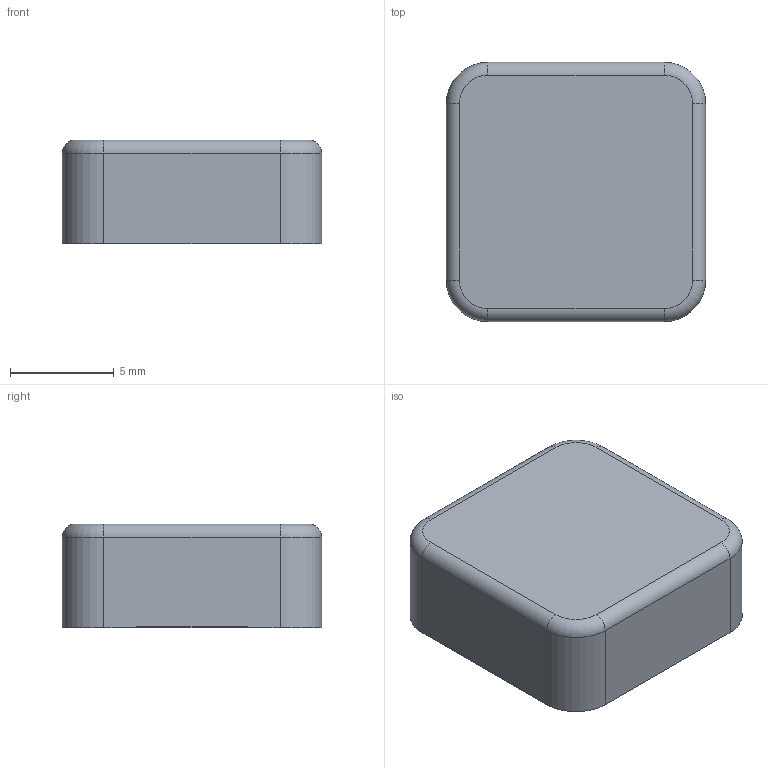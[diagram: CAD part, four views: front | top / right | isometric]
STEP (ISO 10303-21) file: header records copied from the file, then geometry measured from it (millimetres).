
FILE_DESCRIPTION(('Open CASCADE Model'),'2;1');
FILE_NAME('Open CASCADE Shape Model','2022-12-28T19:08:56',('Author'),( 'Open CASCADE'),'Open CASCADE STEP processor 7.6','Open CASCADE 7.6' ,'Unknown');
FILE_SCHEMA(('AUTOMOTIVE_DESIGN { 1 0 10303 214 1 1 1 1 }'));
Length unit declared in the file: millimetre
Products named in the file (7): CQ assembly; fcb4f864-870c-11ed-9c19-00155d8fe6a1; fcb4f864-870c-11ed-9c19-00155d8fe6a1_part; fcb4f986-870c-11ed-9c19-00155d8fe6a1; fcb4f986-870c-11ed-9c19-00155d8fe6a1_part; fcb4fa08-870c-11ed-9c19-00155d8fe6a1; fcb4fa08-870c-11ed-9c19-00155d8fe6a1_part
Assembly tree (6 placements, depth 4):
  CQ assembly
    fcb4f864-870c-11ed-9c19-00155d8fe6a1
      fcb4f864-870c-11ed-9c19-00155d8fe6a1_part
      fcb4f986-870c-11ed-9c19-00155d8fe6a1
        fcb4f986-870c-11ed-9c19-00155d8fe6a1_part
      fcb4fa08-870c-11ed-9c19-00155d8fe6a1
        fcb4fa08-870c-11ed-9c19-00155d8fe6a1_part
Bounding box: 12.5 x 12.5 x 5 mm (x, y, z)
Volume: 760.3 mm3; surface area: 589 mm2
Topology: 3 solids, 3 shells, 38 faces, 88 edges, 56 vertices
Faces by surface type: plane 26, cylinder 8, torus 4
Entity records: 1207 total; most frequent: DIRECTION 198, CARTESIAN_POINT 189, ORIENTED_EDGE 176, EDGE_CURVE 88, LINE 68, VECTOR 68, AXIS2_PLACEMENT_3D 65, VERTEX_POINT 56
